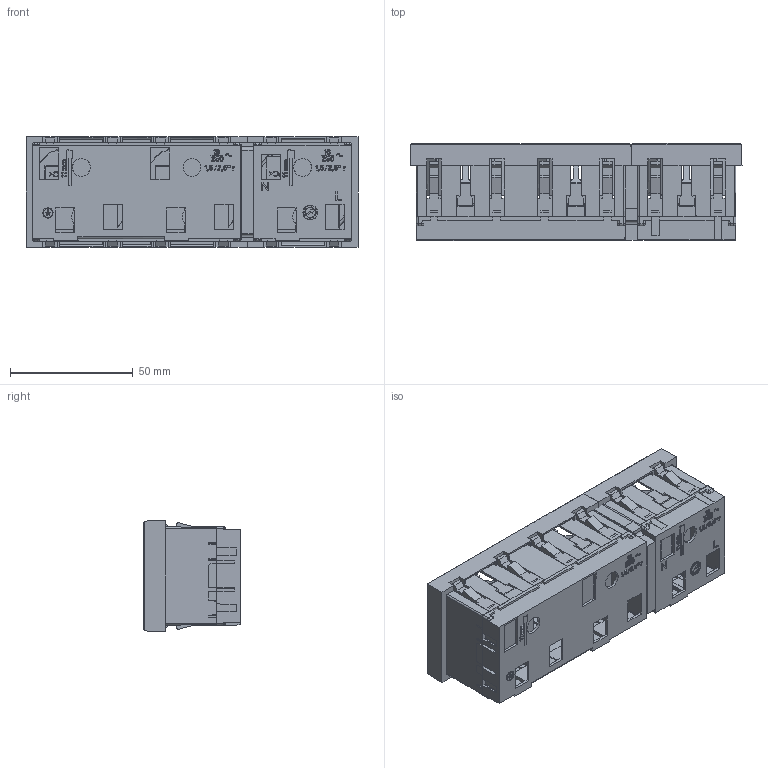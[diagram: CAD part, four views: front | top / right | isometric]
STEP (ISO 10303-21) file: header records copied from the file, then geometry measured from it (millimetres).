
FILE_DESCRIPTION((''),'2;1');
FILE_NAME('6120050_ASM','2015-07-10T',('AndreasKeweloh'),(''),'CREO PARAMETRIC BY PTC INC, 2015080','CREO PARAMETRIC BY PTC INC, 2015080','');
FILE_SCHEMA(('CONFIG_CONTROL_DESIGN'));
Products named in the file (11): 044038; 044037; 044033; 044679; 077655_ASM; 044032; 077654_ASM; 043999; 053109_ASM; 044036; 6120050_ASM
Assembly tree (14 placements, depth 3):
  6120050_ASM
    044038
    044037
    077655_ASM
      044033
      044679  x2
    077654_ASM
      044679
      044032
    053109_ASM
      043999  x3
    044036
Bounding box: 135 x 39.45 x 45 mm (x, y, z)
Volume: 60411.5 mm3; surface area: 78772 mm2
Topology: 11 solids, 14 shells, 3479 faces, 9861 edges, 6461 vertices
Faces by surface type: plane 2886, cylinder 290, extrusion 128, cone 117, torus 27, bspline 16, sphere 15
Entity records: 110165 total; most frequent: CARTESIAN_POINT 26724, ORIENTED_EDGE 18334, DIRECTION 15403, EDGE_CURVE 9167, VECTOR 8185, LINE 8057, VERTEX_POINT 6019, AXIS2_PLACEMENT_3D 3609
